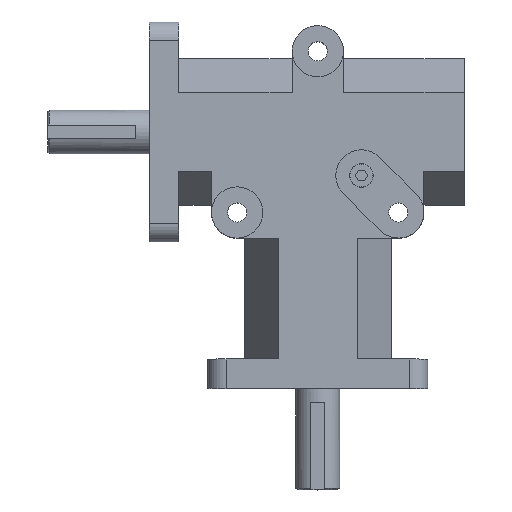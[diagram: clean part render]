
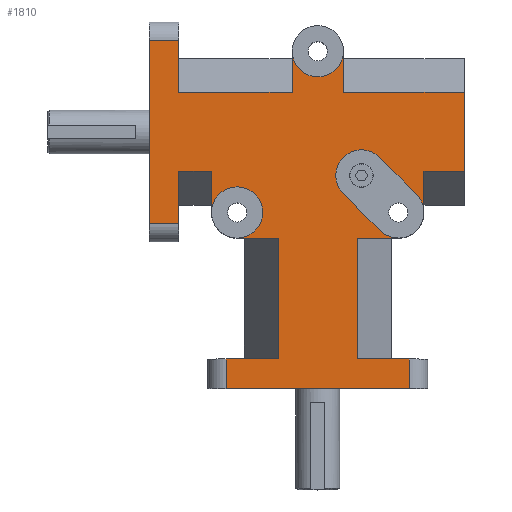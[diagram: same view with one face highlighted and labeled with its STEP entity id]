
A CAD part, top view. The second image highlights one B-rep face of the part: STEP entity #1810.
In plain terms, the highlighted planar face has unit normal (0, 0, 1).
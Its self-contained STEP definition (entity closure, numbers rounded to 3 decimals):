
#44=VECTOR('',#2193,1.);
#49=VECTOR('',#2214,1.);
#54=VECTOR('',#2233,1.);
#56=VECTOR('',#2241,1.);
#59=VECTOR('',#2259,1.);
#67=VECTOR('',#2272,1.);
#69=VECTOR('',#2275,1.);
#70=VECTOR('',#2276,1.);
#71=VECTOR('',#2277,1.);
#72=VECTOR('',#2280,1.);
#73=VECTOR('',#2283,1.);
#74=VECTOR('',#2286,1.);
#75=VECTOR('',#2287,1.);
#76=VECTOR('',#2288,1.);
#77=VECTOR('',#2289,1.);
#78=VECTOR('',#2290,1.);
#79=VECTOR('',#2293,1.);
#80=VECTOR('',#2294,1.);
#81=VECTOR('',#2295,1.);
#82=VECTOR('',#2296,1.);
#83=VECTOR('',#2297,1.);
#84=VECTOR('',#2298,1.);
#85=VECTOR('',#2301,1.);
#86=VECTOR('',#2302,1.);
#87=VECTOR('',#2303,1.);
#206=LINE('',#2680,#44);
#211=LINE('',#2703,#49);
#216=LINE('',#2725,#54);
#218=LINE('',#2734,#56);
#221=LINE('',#2753,#59);
#229=LINE('',#2770,#67);
#231=LINE('',#2773,#69);
#232=LINE('',#2775,#70);
#233=LINE('',#2777,#71);
#234=LINE('',#2781,#72);
#235=LINE('',#2785,#73);
#236=LINE('',#2789,#74);
#237=LINE('',#2791,#75);
#238=LINE('',#2793,#76);
#239=LINE('',#2795,#77);
#240=LINE('',#2797,#78);
#241=LINE('',#2801,#79);
#242=LINE('',#2803,#80);
#243=LINE('',#2805,#81);
#244=LINE('',#2806,#82);
#245=LINE('',#2807,#83);
#246=LINE('',#2809,#84);
#247=LINE('',#2813,#85);
#248=LINE('',#2815,#86);
#249=LINE('',#2817,#87);
#362=PLANE('',#1968);
#458=VERTEX_POINT('',#2674);
#461=VERTEX_POINT('',#2679);
#471=VERTEX_POINT('',#2702);
#472=VERTEX_POINT('',#2704);
#478=VERTEX_POINT('',#2719);
#481=VERTEX_POINT('',#2724);
#482=VERTEX_POINT('',#2728);
#485=VERTEX_POINT('',#2733);
#499=VERTEX_POINT('',#2769);
#500=VERTEX_POINT('',#2774);
#501=VERTEX_POINT('',#2776);
#502=VERTEX_POINT('',#2778);
#503=VERTEX_POINT('',#2780);
#504=VERTEX_POINT('',#2782);
#505=VERTEX_POINT('',#2784);
#506=VERTEX_POINT('',#2786);
#507=VERTEX_POINT('',#2788);
#508=VERTEX_POINT('',#2790);
#509=VERTEX_POINT('',#2792);
#510=VERTEX_POINT('',#2794);
#511=VERTEX_POINT('',#2796);
#512=VERTEX_POINT('',#2798);
#513=VERTEX_POINT('',#2800);
#514=VERTEX_POINT('',#2802);
#515=VERTEX_POINT('',#2804);
#516=VERTEX_POINT('',#2808);
#517=VERTEX_POINT('',#2810);
#518=VERTEX_POINT('',#2812);
#519=VERTEX_POINT('',#2814);
#520=VERTEX_POINT('',#2816);
#648=CIRCLE('',#1969,11.113);
#649=CIRCLE('',#1970,11.113);
#650=CIRCLE('',#1971,11.113);
#651=CIRCLE('',#1972,11.113);
#652=CIRCLE('',#1973,11.113);
#735=EDGE_CURVE('',#461,#458,#206,.T.);
#745=EDGE_CURVE('',#471,#472,#211,.T.);
#755=EDGE_CURVE('',#481,#478,#216,.T.);
#759=EDGE_CURVE('',#485,#482,#218,.T.);
#768=EDGE_CURVE('',#458,#471,#221,.T.);
#778=EDGE_CURVE('',#499,#481,#229,.T.);
#780=EDGE_CURVE('',#500,#461,#231,.T.);
#781=EDGE_CURVE('',#501,#500,#232,.T.);
#782=EDGE_CURVE('',#502,#501,#233,.T.);
#783=EDGE_CURVE('',#502,#503,#648,.T.);
#784=EDGE_CURVE('',#503,#504,#234,.T.);
#785=EDGE_CURVE('',#504,#505,#649,.T.);
#786=EDGE_CURVE('',#505,#506,#235,.T.);
#787=EDGE_CURVE('',#506,#507,#650,.T.);
#788=EDGE_CURVE('',#508,#507,#236,.T.);
#789=EDGE_CURVE('',#509,#508,#237,.T.);
#790=EDGE_CURVE('',#509,#510,#238,.T.);
#791=EDGE_CURVE('',#511,#510,#239,.T.);
#792=EDGE_CURVE('',#512,#511,#240,.T.);
#793=EDGE_CURVE('',#512,#513,#651,.T.);
#794=EDGE_CURVE('',#514,#513,#241,.T.);
#795=EDGE_CURVE('',#515,#514,#242,.T.);
#796=EDGE_CURVE('',#482,#515,#243,.T.);
#797=EDGE_CURVE('',#478,#485,#244,.T.);
#798=EDGE_CURVE('',#516,#499,#245,.T.);
#799=EDGE_CURVE('',#517,#516,#246,.T.);
#800=EDGE_CURVE('',#517,#518,#652,.T.);
#801=EDGE_CURVE('',#519,#518,#247,.T.);
#802=EDGE_CURVE('',#520,#519,#248,.T.);
#803=EDGE_CURVE('',#472,#520,#249,.T.);
#1076=ORIENTED_EDGE('',*,*,#735,.F.);
#1077=ORIENTED_EDGE('',*,*,#780,.F.);
#1078=ORIENTED_EDGE('',*,*,#781,.F.);
#1079=ORIENTED_EDGE('',*,*,#782,.F.);
#1080=ORIENTED_EDGE('',*,*,#783,.T.);
#1081=ORIENTED_EDGE('',*,*,#784,.T.);
#1082=ORIENTED_EDGE('',*,*,#785,.T.);
#1083=ORIENTED_EDGE('',*,*,#786,.T.);
#1084=ORIENTED_EDGE('',*,*,#787,.T.);
#1085=ORIENTED_EDGE('',*,*,#788,.F.);
#1086=ORIENTED_EDGE('',*,*,#789,.F.);
#1087=ORIENTED_EDGE('',*,*,#790,.T.);
#1088=ORIENTED_EDGE('',*,*,#791,.F.);
#1089=ORIENTED_EDGE('',*,*,#792,.F.);
#1090=ORIENTED_EDGE('',*,*,#793,.T.);
#1091=ORIENTED_EDGE('',*,*,#794,.F.);
#1092=ORIENTED_EDGE('',*,*,#795,.F.);
#1093=ORIENTED_EDGE('',*,*,#796,.F.);
#1094=ORIENTED_EDGE('',*,*,#759,.F.);
#1095=ORIENTED_EDGE('',*,*,#797,.F.);
#1096=ORIENTED_EDGE('',*,*,#755,.F.);
#1097=ORIENTED_EDGE('',*,*,#778,.F.);
#1098=ORIENTED_EDGE('',*,*,#798,.F.);
#1099=ORIENTED_EDGE('',*,*,#799,.F.);
#1100=ORIENTED_EDGE('',*,*,#800,.T.);
#1101=ORIENTED_EDGE('',*,*,#801,.F.);
#1102=ORIENTED_EDGE('',*,*,#802,.F.);
#1103=ORIENTED_EDGE('',*,*,#803,.F.);
#1104=ORIENTED_EDGE('',*,*,#745,.F.);
#1105=ORIENTED_EDGE('',*,*,#768,.F.);
#1488=EDGE_LOOP('',(#1076,#1077,#1078,#1079,#1080,#1081,#1082,#1083,#1084,
#1085,#1086,#1087,#1088,#1089,#1090,#1091,#1092,#1093,#1094,#1095,#1096,
#1097,#1098,#1099,#1100,#1101,#1102,#1103,#1104,#1105));
#1662=FACE_BOUND('',#1488,.T.);
#1810=ADVANCED_FACE('',(#1662),#362,.T.);
#1968=AXIS2_PLACEMENT_3D('',#2772,#2274,$);
#1969=AXIS2_PLACEMENT_3D('',#2779,#2278,#2279);
#1970=AXIS2_PLACEMENT_3D('',#2783,#2281,#2282);
#1971=AXIS2_PLACEMENT_3D('',#2787,#2284,#2285);
#1972=AXIS2_PLACEMENT_3D('',#2799,#2291,#2292);
#1973=AXIS2_PLACEMENT_3D('',#2811,#2299,#2300);
#2193=DIRECTION('',(0.,-1.,0.));
#2214=DIRECTION('',(0.,1.,0.));
#2233=DIRECTION('',(-1.,0.,0.));
#2241=DIRECTION('',(1.,0.,0.));
#2259=DIRECTION('',(-1.,0.,0.));
#2272=DIRECTION('',(0.,-1.,0.));
#2274=DIRECTION('',(0.,0.,1.));
#2275=DIRECTION('',(1.,0.,0.));
#2276=DIRECTION('',(0.,-1.,0.));
#2277=DIRECTION('',(-1.,0.,0.));
#2278=DIRECTION('',(0.,0.,-1.));
#2279=DIRECTION('',(11.113,0.,0.));
#2280=DIRECTION('',(-0.707,0.707,0.));
#2281=DIRECTION('',(0.,0.,-1.));
#2282=DIRECTION('',(11.113,0.,0.));
#2283=DIRECTION('',(0.707,-0.707,0.));
#2284=DIRECTION('',(0.,0.,-1.));
#2285=DIRECTION('',(11.113,0.,0.));
#2286=DIRECTION('',(0.,-1.,0.));
#2287=DIRECTION('',(-1.,0.,0.));
#2288=DIRECTION('',(0.,1.,0.));
#2289=DIRECTION('',(1.,0.,0.));
#2290=DIRECTION('',(0.,-1.,0.));
#2291=DIRECTION('',(0.,0.,-1.));
#2292=DIRECTION('',(11.113,0.,0.));
#2293=DIRECTION('',(0.,1.,0.));
#2294=DIRECTION('',(1.,0.,0.));
#2295=DIRECTION('',(0.,-1.,0.));
#2296=DIRECTION('',(0.,1.,0.));
#2297=DIRECTION('',(-1.,0.,0.));
#2298=DIRECTION('',(0.,1.,0.));
#2299=DIRECTION('',(0.,0.,-1.));
#2300=DIRECTION('',(11.113,0.,0.));
#2301=DIRECTION('',(-1.,0.,0.));
#2302=DIRECTION('',(0.,1.,0.));
#2303=DIRECTION('',(1.,0.,0.));
#2674=CARTESIAN_POINT('',(39.751,0.,31.75));
#2679=CARTESIAN_POINT('',(39.751,12.7,31.75));
#2680=CARTESIAN_POINT('',(39.751,41.4,31.75));
#2702=CARTESIAN_POINT('',(-39.751,0.,31.75));
#2703=CARTESIAN_POINT('',(-39.751,47.75,31.75));
#2704=CARTESIAN_POINT('',(-39.751,12.7,31.75));
#2719=CARTESIAN_POINT('',(-73.025,71.374,31.75));
#2724=CARTESIAN_POINT('',(-60.325,71.374,31.75));
#2725=CARTESIAN_POINT('',(-36.513,71.374,31.75));
#2728=CARTESIAN_POINT('',(-60.325,150.876,31.75));
#2733=CARTESIAN_POINT('',(-73.025,150.876,31.75));
#2734=CARTESIAN_POINT('',(-30.163,150.876,31.75));
#2753=CARTESIAN_POINT('',(-47.625,0.,31.75));
#2769=CARTESIAN_POINT('',(-60.325,94.04,31.75));
#2770=CARTESIAN_POINT('',(-60.325,63.5,31.75));
#2772=CARTESIAN_POINT('',(0.,82.8,31.75));
#2773=CARTESIAN_POINT('',(31.75,12.7,31.75));
#2774=CARTESIAN_POINT('',(17.085,12.7,31.75));
#2775=CARTESIAN_POINT('',(17.085,47.75,31.75));
#2776=CARTESIAN_POINT('',(17.085,65.088,31.75));
#2777=CARTESIAN_POINT('',(15.875,65.088,31.75));
#2778=CARTESIAN_POINT('',(34.925,65.088,31.75));
#2779=CARTESIAN_POINT('',(34.925,76.2,31.75));
#2780=CARTESIAN_POINT('',(27.067,68.342,31.75));
#2781=CARTESIAN_POINT('',(16.686,78.724,31.75));
#2782=CARTESIAN_POINT('',(11.065,84.344,31.75));
#2783=CARTESIAN_POINT('',(18.923,92.202,31.75));
#2784=CARTESIAN_POINT('',(26.781,100.06,31.75));
#2785=CARTESIAN_POINT('',(24.4,102.44,31.75));
#2786=CARTESIAN_POINT('',(42.783,84.058,31.75));
#2787=CARTESIAN_POINT('',(34.925,76.2,31.75));
#2788=CARTESIAN_POINT('',(46.038,76.2,31.75));
#2789=CARTESIAN_POINT('',(46.038,76.2,31.75));
#2790=CARTESIAN_POINT('',(46.038,94.04,31.75));
#2791=CARTESIAN_POINT('',(23.019,94.04,31.75));
#2792=CARTESIAN_POINT('',(63.5,94.04,31.75));
#2793=CARTESIAN_POINT('',(63.5,-18.118,31.75));
#2794=CARTESIAN_POINT('',(63.5,128.21,31.75));
#2795=CARTESIAN_POINT('',(30.163,128.21,31.75));
#2796=CARTESIAN_POINT('',(11.113,128.21,31.75));
#2797=CARTESIAN_POINT('',(11.113,112.837,31.75));
#2798=CARTESIAN_POINT('',(11.113,146.05,31.75));
#2799=CARTESIAN_POINT('',(0.,146.05,31.75));
#2800=CARTESIAN_POINT('',(-11.113,146.05,31.75));
#2801=CARTESIAN_POINT('',(-11.113,142.875,31.75));
#2802=CARTESIAN_POINT('',(-11.113,128.21,31.75));
#2803=CARTESIAN_POINT('',(-5.556,128.21,31.75));
#2804=CARTESIAN_POINT('',(-60.325,128.21,31.75));
#2805=CARTESIAN_POINT('',(-60.325,112.837,31.75));
#2806=CARTESIAN_POINT('',(-73.025,63.5,31.75));
#2807=CARTESIAN_POINT('',(-30.163,94.04,31.75));
#2808=CARTESIAN_POINT('',(-46.038,94.04,31.75));
#2809=CARTESIAN_POINT('',(-46.038,81.087,31.75));
#2810=CARTESIAN_POINT('',(-46.038,76.2,31.75));
#2811=CARTESIAN_POINT('',(-34.925,76.2,31.75));
#2812=CARTESIAN_POINT('',(-34.925,65.088,31.75));
#2813=CARTESIAN_POINT('',(-31.75,65.088,31.75));
#2814=CARTESIAN_POINT('',(-17.085,65.088,31.75));
#2815=CARTESIAN_POINT('',(-17.085,73.944,31.75));
#2816=CARTESIAN_POINT('',(-17.085,12.7,31.75));
#2817=CARTESIAN_POINT('',(-15.875,12.7,31.75));
